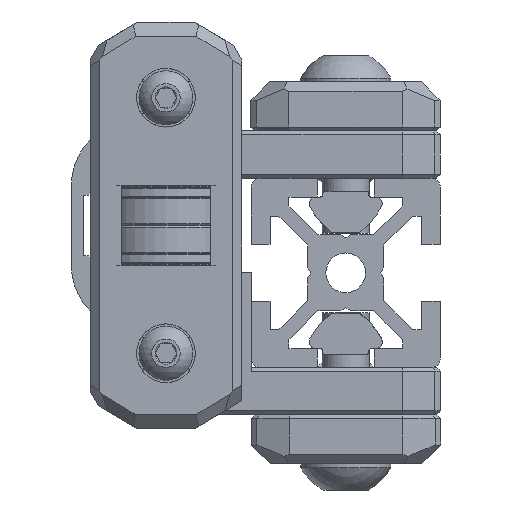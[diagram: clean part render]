
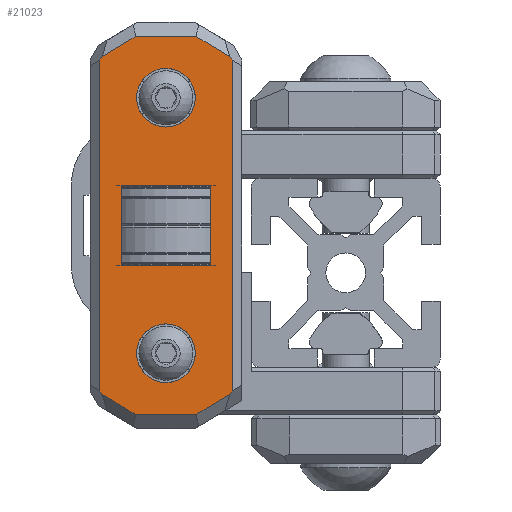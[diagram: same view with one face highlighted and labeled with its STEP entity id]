
A CAD part, front view. The second image highlights one B-rep face of the part: STEP entity #21023.
In plain terms, the highlighted face is planar.
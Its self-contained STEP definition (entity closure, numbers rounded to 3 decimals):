
#1309=FACE_BOUND('',#3852,.T.);
#1310=FACE_BOUND('',#3853,.T.);
#1311=FACE_BOUND('',#3854,.T.);
#1581=PLANE('',#22877);
#2599=FACE_OUTER_BOUND('',#3851,.T.);
#3851=EDGE_LOOP('',(#17283,#17284,#17285,#17286,#17287,#17288,#17289,#17290,
#17291,#17292,#17293,#17294));
#3852=EDGE_LOOP('',(#17295));
#3853=EDGE_LOOP('',(#17296));
#3854=EDGE_LOOP('',(#17297,#17298,#17299,#17300));
#5073=LINE('',#44543,#6881);
#5087=LINE('',#44577,#6895);
#5176=LINE('',#44797,#6984);
#5177=LINE('',#44799,#6985);
#5178=LINE('',#44801,#6986);
#5179=LINE('',#44803,#6987);
#5180=LINE('',#44805,#6988);
#5181=LINE('',#44807,#6989);
#5182=LINE('',#44809,#6990);
#5183=LINE('',#44811,#6991);
#5184=LINE('',#44813,#6992);
#5185=LINE('',#44815,#6993);
#5186=LINE('',#44817,#6994);
#5187=LINE('',#44818,#6995);
#5188=LINE('',#44819,#6996);
#5189=LINE('',#44820,#6997);
#6881=VECTOR('',#26366,10.);
#6895=VECTOR('',#26390,10.);
#6984=VECTOR('',#26587,10.);
#6985=VECTOR('',#26588,10.);
#6986=VECTOR('',#26589,10.);
#6987=VECTOR('',#26590,10.);
#6988=VECTOR('',#26591,10.);
#6989=VECTOR('',#26592,10.);
#6990=VECTOR('',#26593,10.);
#6991=VECTOR('',#26594,10.);
#6992=VECTOR('',#26595,10.);
#6993=VECTOR('',#26596,10.);
#6994=VECTOR('',#26597,10.);
#6995=VECTOR('',#26598,10.);
#6996=VECTOR('',#26599,10.);
#6997=VECTOR('',#26600,10.);
#8520=CIRCLE('',#22851,3.1);
#8527=CIRCLE('',#22868,3.1);
#9839=VERTEX_POINT('',#44540);
#9840=VERTEX_POINT('',#44542);
#9854=VERTEX_POINT('',#44574);
#9855=VERTEX_POINT('',#44576);
#9905=VERTEX_POINT('',#44705);
#9920=VERTEX_POINT('',#44756);
#9931=VERTEX_POINT('',#44795);
#9932=VERTEX_POINT('',#44796);
#9933=VERTEX_POINT('',#44798);
#9934=VERTEX_POINT('',#44800);
#9935=VERTEX_POINT('',#44802);
#9936=VERTEX_POINT('',#44804);
#9937=VERTEX_POINT('',#44806);
#9938=VERTEX_POINT('',#44808);
#9939=VERTEX_POINT('',#44810);
#9940=VERTEX_POINT('',#44812);
#9941=VERTEX_POINT('',#44814);
#9942=VERTEX_POINT('',#44816);
#12395=EDGE_CURVE('',#9839,#9840,#5073,.T.);
#12412=EDGE_CURVE('',#9854,#9855,#5087,.T.);
#12474=EDGE_CURVE('',#9905,#9905,#8520,.T.);
#12500=EDGE_CURVE('',#9920,#9920,#8527,.T.);
#12522=EDGE_CURVE('',#9931,#9932,#5176,.T.);
#12523=EDGE_CURVE('',#9933,#9932,#5177,.F.);
#12524=EDGE_CURVE('',#9934,#9933,#5178,.T.);
#12525=EDGE_CURVE('',#9935,#9934,#5179,.F.);
#12526=EDGE_CURVE('',#9935,#9936,#5180,.T.);
#12527=EDGE_CURVE('',#9937,#9936,#5181,.T.);
#12528=EDGE_CURVE('',#9937,#9938,#5182,.T.);
#12529=EDGE_CURVE('',#9939,#9938,#5183,.F.);
#12530=EDGE_CURVE('',#9940,#9939,#5184,.T.);
#12531=EDGE_CURVE('',#9941,#9940,#5185,.F.);
#12532=EDGE_CURVE('',#9941,#9942,#5186,.T.);
#12533=EDGE_CURVE('',#9931,#9942,#5187,.T.);
#12534=EDGE_CURVE('',#9855,#9839,#5188,.T.);
#12535=EDGE_CURVE('',#9840,#9854,#5189,.T.);
#17283=ORIENTED_EDGE('',*,*,#12522,.T.);
#17284=ORIENTED_EDGE('',*,*,#12523,.F.);
#17285=ORIENTED_EDGE('',*,*,#12524,.F.);
#17286=ORIENTED_EDGE('',*,*,#12525,.F.);
#17287=ORIENTED_EDGE('',*,*,#12526,.T.);
#17288=ORIENTED_EDGE('',*,*,#12527,.F.);
#17289=ORIENTED_EDGE('',*,*,#12528,.T.);
#17290=ORIENTED_EDGE('',*,*,#12529,.F.);
#17291=ORIENTED_EDGE('',*,*,#12530,.F.);
#17292=ORIENTED_EDGE('',*,*,#12531,.F.);
#17293=ORIENTED_EDGE('',*,*,#12532,.T.);
#17294=ORIENTED_EDGE('',*,*,#12533,.F.);
#17295=ORIENTED_EDGE('',*,*,#12474,.T.);
#17296=ORIENTED_EDGE('',*,*,#12500,.T.);
#17297=ORIENTED_EDGE('',*,*,#12395,.F.);
#17298=ORIENTED_EDGE('',*,*,#12534,.F.);
#17299=ORIENTED_EDGE('',*,*,#12412,.F.);
#17300=ORIENTED_EDGE('',*,*,#12535,.F.);
#21023=ADVANCED_FACE('',(#2599,#1309,#1310,#1311),#1581,.F.);
#22851=AXIS2_PLACEMENT_3D('',#44706,#26496,#26497);
#22868=AXIS2_PLACEMENT_3D('',#44757,#26549,#26550);
#22877=AXIS2_PLACEMENT_3D('',#44794,#26585,#26586);
#26366=DIRECTION('',(1.,0.,0.));
#26390=DIRECTION('',(-1.,0.,0.));
#26496=DIRECTION('center_axis',(0.,0.,1.));
#26497=DIRECTION('ref_axis',(1.,0.,0.));
#26549=DIRECTION('center_axis',(0.,0.,1.));
#26550=DIRECTION('ref_axis',(1.,0.,0.));
#26585=DIRECTION('center_axis',(0.,0.,1.));
#26586=DIRECTION('ref_axis',(-1.,0.,0.));
#26587=DIRECTION('',(0.575,0.818,0.));
#26588=DIRECTION('',(0.857,0.514,0.));
#26589=DIRECTION('',(-1.,0.,0.));
#26590=DIRECTION('',(0.857,-0.514,0.));
#26591=DIRECTION('',(0.575,-0.818,0.));
#26592=DIRECTION('',(0.,1.,0.));
#26593=DIRECTION('',(-0.575,-0.818,0.));
#26594=DIRECTION('',(-0.857,-0.514,0.));
#26595=DIRECTION('',(1.,0.,0.));
#26596=DIRECTION('',(-0.857,0.514,0.));
#26597=DIRECTION('',(-0.575,0.818,0.));
#26598=DIRECTION('',(0.,-1.,0.));
#26599=DIRECTION('',(0.,1.,0.));
#26600=DIRECTION('',(0.,-1.,0.));
#44540=CARTESIAN_POINT('',(50.38,-89.156,-9.653));
#44542=CARTESIAN_POINT('',(59.867,-89.156,-9.653));
#44543=CARTESIAN_POINT('',(55.124,-89.156,-9.653));
#44574=CARTESIAN_POINT('',(59.867,-97.656,-9.653));
#44576=CARTESIAN_POINT('',(50.38,-97.656,-9.653));
#44577=CARTESIAN_POINT('',(55.124,-97.656,-9.653));
#44705=CARTESIAN_POINT('',(52.024,-79.906,-9.653));
#44706=CARTESIAN_POINT('Origin',(55.124,-79.906,-9.653));
#44756=CARTESIAN_POINT('',(52.024,-106.906,-9.653));
#44757=CARTESIAN_POINT('Origin',(55.124,-106.906,-9.653));
#44794=CARTESIAN_POINT('Origin',(55.124,-93.406,-9.653));
#44795=CARTESIAN_POINT('',(48.124,-75.935,-9.653));
#44796=CARTESIAN_POINT('',(48.393,-75.552,-9.653));
#44797=CARTESIAN_POINT('',(44.039,-81.755,-9.653));
#44798=CARTESIAN_POINT('',(51.97,-73.406,-9.653));
#44799=CARTESIAN_POINT('',(46.035,-76.967,-9.653));
#44800=CARTESIAN_POINT('',(58.278,-73.406,-9.653));
#44801=CARTESIAN_POINT('',(54.374,-73.406,-9.653));
#44802=CARTESIAN_POINT('',(61.855,-75.552,-9.653));
#44803=CARTESIAN_POINT('',(62.962,-76.217,-9.653));
#44804=CARTESIAN_POINT('',(62.124,-75.935,-9.653));
#44805=CARTESIAN_POINT('',(65.048,-80.101,-9.653));
#44806=CARTESIAN_POINT('',(62.124,-110.876,-9.653));
#44807=CARTESIAN_POINT('',(62.124,-88.781,-9.653));
#44808=CARTESIAN_POINT('',(61.855,-111.259,-9.653));
#44809=CARTESIAN_POINT('',(66.209,-105.057,-9.653));
#44810=CARTESIAN_POINT('',(58.278,-113.406,-9.653));
#44811=CARTESIAN_POINT('',(64.212,-109.845,-9.653));
#44812=CARTESIAN_POINT('',(51.97,-113.406,-9.653));
#44813=CARTESIAN_POINT('',(55.874,-113.406,-9.653));
#44814=CARTESIAN_POINT('',(48.393,-111.259,-9.653));
#44815=CARTESIAN_POINT('',(47.285,-110.595,-9.653));
#44816=CARTESIAN_POINT('',(48.124,-110.876,-9.653));
#44817=CARTESIAN_POINT('',(45.2,-106.711,-9.653));
#44818=CARTESIAN_POINT('',(48.124,-98.031,-9.653));
#44819=CARTESIAN_POINT('',(50.38,-97.406,-9.653));
#44820=CARTESIAN_POINT('',(59.867,-97.406,-9.653));
